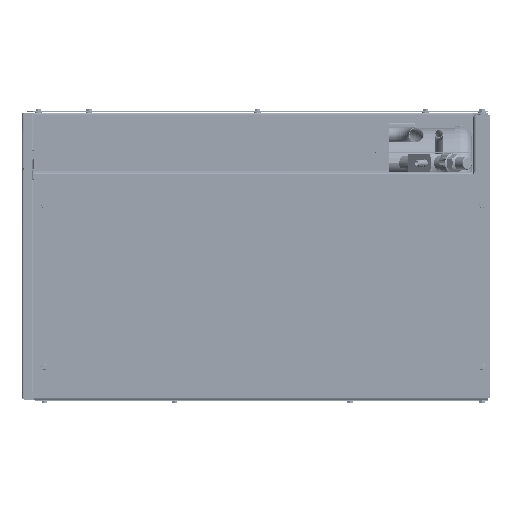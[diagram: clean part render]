
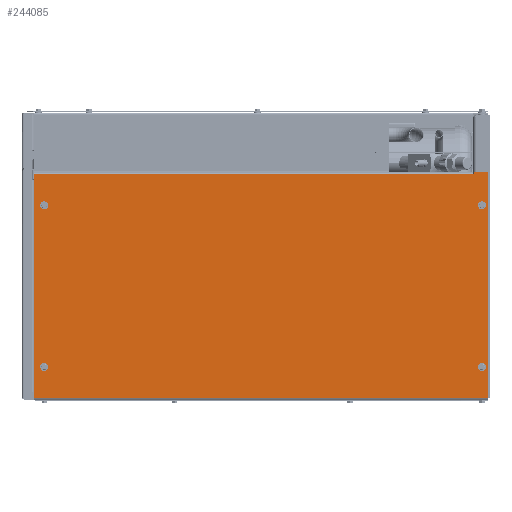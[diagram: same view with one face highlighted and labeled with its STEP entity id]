
A CAD part, left-side view. The second image highlights one B-rep face of the part: STEP entity #244085.
In plain terms, the highlighted face is planar.
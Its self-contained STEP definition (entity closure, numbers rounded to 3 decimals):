
#241315=DIRECTION('',(0.,1.,0.));
#241316=VECTOR('',#241315,674.);
#241317=CARTESIAN_POINT('',(165.75,0.,-1.5));
#241318=LINE('',#241317,#241316);
#241530=DIRECTION('',(0.,1.,0.));
#241531=VECTOR('',#241530,652.75);
#241532=CARTESIAN_POINT('',(-165.75,21.25,-1.5));
#241533=LINE('',#241532,#241531);
#242131=CARTESIAN_POINT('',(-166.5,21.25,-1.5));
#242132=DIRECTION('',(0.,0.,1.));
#242133=DIRECTION('',(0.,-1.,0.));
#242134=AXIS2_PLACEMENT_3D('',#242131,#242132,#242133);
#242136=DIRECTION('',(1.,0.,0.));
#242137=VECTOR('',#242136,2.25);
#242138=CARTESIAN_POINT('',(-168.75,20.5,-1.5));
#242139=LINE('',#242138,#242137);
#242140=DIRECTION('',(0.,1.,0.));
#242141=VECTOR('',#242140,20.5);
#242142=CARTESIAN_POINT('',(-168.75,0.,-1.5));
#242143=LINE('',#242142,#242141);
#242144=DIRECTION('',(-1.,0.,0.));
#242145=VECTOR('',#242144,334.5);
#242146=CARTESIAN_POINT('',(165.75,0.,-1.5));
#242147=LINE('',#242146,#242145);
#242148=DIRECTION('',(1.,0.,0.));
#242149=VECTOR('',#242148,331.5);
#242150=CARTESIAN_POINT('',(-165.75,674.,-1.5));
#242151=LINE('',#242150,#242149);
#242152=DIRECTION('',(-1.,0.,0.));
#242153=VECTOR('',#242152,2.);
#242154=CARTESIAN_POINT('',(-118.7,12.5,-1.5));
#242155=LINE('',#242154,#242153);
#242156=CARTESIAN_POINT('',(-118.7,9.,-1.5));
#242157=DIRECTION('',(0.,0.,-1.));
#242158=DIRECTION('',(0.,1.,0.));
#242159=AXIS2_PLACEMENT_3D('',#242156,#242157,#242158);
#242161=DIRECTION('',(1.,0.,0.));
#242162=VECTOR('',#242161,2.);
#242163=CARTESIAN_POINT('',(-120.7,5.5,-1.5));
#242164=LINE('',#242163,#242162);
#242165=CARTESIAN_POINT('',(-120.7,9.,-1.5));
#242166=DIRECTION('',(0.,0.,-1.));
#242167=DIRECTION('',(0.,-1.,0.));
#242168=AXIS2_PLACEMENT_3D('',#242165,#242166,#242167);
#242170=DIRECTION('',(-1.,0.,0.));
#242171=VECTOR('',#242170,2.);
#242172=CARTESIAN_POINT('',(121.3,12.5,-1.5));
#242173=LINE('',#242172,#242171);
#242174=CARTESIAN_POINT('',(121.3,9.,-1.5));
#242175=DIRECTION('',(0.,0.,-1.));
#242176=DIRECTION('',(0.,1.,0.));
#242177=AXIS2_PLACEMENT_3D('',#242174,#242175,#242176);
#242179=DIRECTION('',(1.,0.,0.));
#242180=VECTOR('',#242179,2.);
#242181=CARTESIAN_POINT('',(119.3,5.5,-1.5));
#242182=LINE('',#242181,#242180);
#242183=CARTESIAN_POINT('',(119.3,9.,-1.5));
#242184=DIRECTION('',(0.,0.,-1.));
#242185=DIRECTION('',(0.,-1.,0.));
#242186=AXIS2_PLACEMENT_3D('',#242183,#242184,#242185);
#242188=CARTESIAN_POINT('',(-120.7,659.,-1.5));
#242189=DIRECTION('',(0.,0.,-1.));
#242190=DIRECTION('',(0.,-1.,0.));
#242191=AXIS2_PLACEMENT_3D('',#242188,#242189,#242190);
#242193=DIRECTION('',(-1.,0.,0.));
#242194=VECTOR('',#242193,2.);
#242195=CARTESIAN_POINT('',(-118.7,662.5,-1.5));
#242196=LINE('',#242195,#242194);
#242197=CARTESIAN_POINT('',(-118.7,659.,-1.5));
#242198=DIRECTION('',(0.,0.,-1.));
#242199=DIRECTION('',(0.,1.,0.));
#242200=AXIS2_PLACEMENT_3D('',#242197,#242198,#242199);
#242202=DIRECTION('',(1.,0.,0.));
#242203=VECTOR('',#242202,2.);
#242204=CARTESIAN_POINT('',(-120.7,655.5,-1.5));
#242205=LINE('',#242204,#242203);
#242206=DIRECTION('',(-1.,0.,0.));
#242207=VECTOR('',#242206,2.);
#242208=CARTESIAN_POINT('',(121.3,662.5,-1.5));
#242209=LINE('',#242208,#242207);
#242210=CARTESIAN_POINT('',(121.3,659.,-1.5));
#242211=DIRECTION('',(0.,0.,-1.));
#242212=DIRECTION('',(0.,1.,0.));
#242213=AXIS2_PLACEMENT_3D('',#242210,#242211,#242212);
#242215=DIRECTION('',(1.,0.,0.));
#242216=VECTOR('',#242215,2.);
#242217=CARTESIAN_POINT('',(119.3,655.5,-1.5));
#242218=LINE('',#242217,#242216);
#242219=CARTESIAN_POINT('',(119.3,659.,-1.5));
#242220=DIRECTION('',(0.,0.,-1.));
#242221=DIRECTION('',(0.,-1.,0.));
#242222=AXIS2_PLACEMENT_3D('',#242219,#242220,#242221);
#242353=CARTESIAN_POINT('',(-168.75,0.,-1.5));
#242355=VERTEX_POINT('',#242353);
#242364=CARTESIAN_POINT('',(165.75,674.,-1.5));
#242365=VERTEX_POINT('',#242364);
#242366=CARTESIAN_POINT('',(165.75,0.,-1.5));
#242367=VERTEX_POINT('',#242366);
#242444=CARTESIAN_POINT('',(121.3,662.5,-1.5));
#242445=CARTESIAN_POINT('',(119.3,662.5,-1.5));
#242446=VERTEX_POINT('',#242444);
#242447=VERTEX_POINT('',#242445);
#242448=CARTESIAN_POINT('',(119.3,655.5,-1.5));
#242449=VERTEX_POINT('',#242448);
#242450=CARTESIAN_POINT('',(121.3,655.5,-1.5));
#242451=VERTEX_POINT('',#242450);
#242452=CARTESIAN_POINT('',(-120.7,655.5,-1.5));
#242453=CARTESIAN_POINT('',(-120.7,662.5,-1.5));
#242454=VERTEX_POINT('',#242452);
#242455=VERTEX_POINT('',#242453);
#242456=CARTESIAN_POINT('',(-118.7,655.5,-1.5));
#242457=VERTEX_POINT('',#242456);
#242458=CARTESIAN_POINT('',(-118.7,662.5,-1.5));
#242459=VERTEX_POINT('',#242458);
#242548=CARTESIAN_POINT('',(121.3,12.5,-1.5));
#242549=CARTESIAN_POINT('',(119.3,12.5,-1.5));
#242550=VERTEX_POINT('',#242548);
#242551=VERTEX_POINT('',#242549);
#242552=CARTESIAN_POINT('',(119.3,5.5,-1.5));
#242553=VERTEX_POINT('',#242552);
#242554=CARTESIAN_POINT('',(121.3,5.5,-1.5));
#242555=VERTEX_POINT('',#242554);
#242556=CARTESIAN_POINT('',(-118.7,12.5,-1.5));
#242557=CARTESIAN_POINT('',(-120.7,12.5,-1.5));
#242558=VERTEX_POINT('',#242556);
#242559=VERTEX_POINT('',#242557);
#242560=CARTESIAN_POINT('',(-120.7,5.5,-1.5));
#242561=VERTEX_POINT('',#242560);
#242562=CARTESIAN_POINT('',(-118.7,5.5,-1.5));
#242563=VERTEX_POINT('',#242562);
#242570=CARTESIAN_POINT('',(-165.75,674.,-1.5));
#242571=VERTEX_POINT('',#242570);
#242584=CARTESIAN_POINT('',(-168.75,20.5,-1.5));
#242585=CARTESIAN_POINT('',(-166.5,20.5,-1.5));
#242586=VERTEX_POINT('',#242584);
#242587=VERTEX_POINT('',#242585);
#242590=CARTESIAN_POINT('',(-165.75,21.25,-1.5));
#242591=VERTEX_POINT('',#242590);
#244031=CARTESIAN_POINT('',(0.,0.,-1.5));
#244032=DIRECTION('',(0.,0.,1.));
#244033=DIRECTION('',(1.,0.,0.));
#244034=AXIS2_PLACEMENT_3D('',#244031,#244032,#244033);
#244035=PLANE('',#244034);
#244036=ORIENTED_EDGE('',*,*,#243110,.F.);
#244037=ORIENTED_EDGE('',*,*,#242825,.F.);
#244038=ORIENTED_EDGE('',*,*,#242838,.F.);
#244039=ORIENTED_EDGE('',*,*,#242853,.F.);
#244040=ORIENTED_EDGE('',*,*,#242866,.F.);
#244041=ORIENTED_EDGE('',*,*,#242896,.T.);
#244042=ORIENTED_EDGE('',*,*,#243082,.F.);
#244043=EDGE_LOOP('',(#244036,#244037,#244038,#244039,#244040,#244041,#244042));
#244044=FACE_OUTER_BOUND('',#244043,.F.);
#244046=ORIENTED_EDGE('',*,*,#244045,.F.);
#244048=ORIENTED_EDGE('',*,*,#244047,.T.);
#244050=ORIENTED_EDGE('',*,*,#244049,.F.);
#244052=ORIENTED_EDGE('',*,*,#244051,.T.);
#244053=EDGE_LOOP('',(#244046,#244048,#244050,#244052));
#244054=FACE_BOUND('',#244053,.F.);
#244056=ORIENTED_EDGE('',*,*,#244055,.F.);
#244058=ORIENTED_EDGE('',*,*,#244057,.T.);
#244060=ORIENTED_EDGE('',*,*,#244059,.F.);
#244062=ORIENTED_EDGE('',*,*,#244061,.T.);
#244063=EDGE_LOOP('',(#244056,#244058,#244060,#244062));
#244064=FACE_BOUND('',#244063,.F.);
#244066=ORIENTED_EDGE('',*,*,#244065,.T.);
#244068=ORIENTED_EDGE('',*,*,#244067,.F.);
#244070=ORIENTED_EDGE('',*,*,#244069,.T.);
#244072=ORIENTED_EDGE('',*,*,#244071,.F.);
#244073=EDGE_LOOP('',(#244066,#244068,#244070,#244072));
#244074=FACE_BOUND('',#244073,.F.);
#244076=ORIENTED_EDGE('',*,*,#244075,.F.);
#244078=ORIENTED_EDGE('',*,*,#244077,.T.);
#244080=ORIENTED_EDGE('',*,*,#244079,.F.);
#244082=ORIENTED_EDGE('',*,*,#244081,.T.);
#244083=EDGE_LOOP('',(#244076,#244078,#244080,#244082));
#244084=FACE_BOUND('',#244083,.F.);
#244085=ADVANCED_FACE('',(#244044,#244054,#244064,#244074,#244084),#244035,.F.);
#242135=CIRCLE('',#242134,0.75);
#242160=CIRCLE('',#242159,3.5);
#242169=CIRCLE('',#242168,3.5);
#242178=CIRCLE('',#242177,3.5);
#242187=CIRCLE('',#242186,3.5);
#242192=CIRCLE('',#242191,3.5);
#242201=CIRCLE('',#242200,3.5);
#242214=CIRCLE('',#242213,3.5);
#242223=CIRCLE('',#242222,3.5);
#242825=EDGE_CURVE('',#242587,#242591,#242135,.T.);
#242838=EDGE_CURVE('',#242586,#242587,#242139,.T.);
#242853=EDGE_CURVE('',#242355,#242586,#242143,.T.);
#242866=EDGE_CURVE('',#242367,#242355,#242147,.T.);
#242896=EDGE_CURVE('',#242367,#242365,#241318,.T.);
#243082=EDGE_CURVE('',#242571,#242365,#242151,.T.);
#243110=EDGE_CURVE('',#242591,#242571,#241533,.T.);
#244045=EDGE_CURVE('',#242558,#242559,#242155,.T.);
#244047=EDGE_CURVE('',#242558,#242563,#242160,.T.);
#244049=EDGE_CURVE('',#242561,#242563,#242164,.T.);
#244051=EDGE_CURVE('',#242561,#242559,#242169,.T.);
#244055=EDGE_CURVE('',#242550,#242551,#242173,.T.);
#244057=EDGE_CURVE('',#242550,#242555,#242178,.T.);
#244059=EDGE_CURVE('',#242553,#242555,#242182,.T.);
#244061=EDGE_CURVE('',#242553,#242551,#242187,.T.);
#244065=EDGE_CURVE('',#242454,#242455,#242192,.T.);
#244067=EDGE_CURVE('',#242459,#242455,#242196,.T.);
#244069=EDGE_CURVE('',#242459,#242457,#242201,.T.);
#244071=EDGE_CURVE('',#242454,#242457,#242205,.T.);
#244075=EDGE_CURVE('',#242446,#242447,#242209,.T.);
#244077=EDGE_CURVE('',#242446,#242451,#242214,.T.);
#244079=EDGE_CURVE('',#242449,#242451,#242218,.T.);
#244081=EDGE_CURVE('',#242449,#242447,#242223,.T.);
